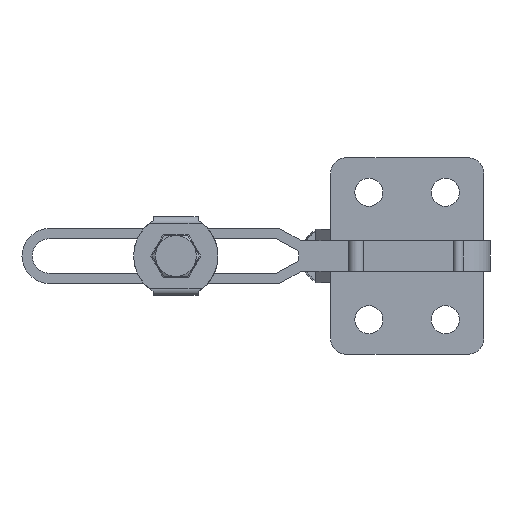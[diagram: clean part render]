
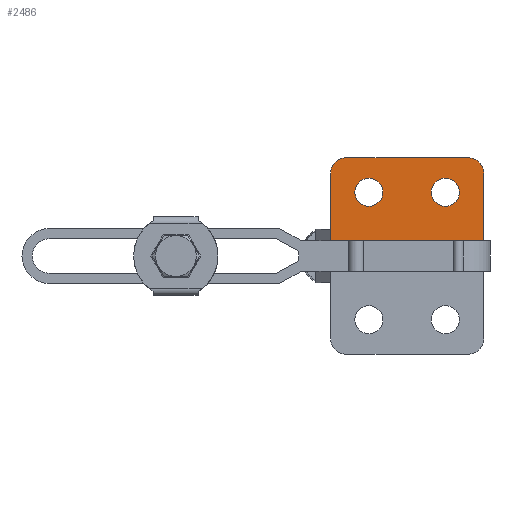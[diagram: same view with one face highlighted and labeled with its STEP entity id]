
A CAD part, front view. The second image highlights one B-rep face of the part: STEP entity #2486.
In plain terms, the highlighted planar face has unit normal (0, -1, 0).
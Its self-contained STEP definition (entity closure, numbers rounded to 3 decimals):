
#15 = DIRECTION ( 'NONE',  ( 0., 1., 0. ) ) ;
#80 = CARTESIAN_POINT ( 'NONE',  ( -54., 0., 26.5 ) ) ;
#129 = EDGE_CURVE ( 'NONE', #3989, #10566, #4198, .T. ) ;
#238 = CARTESIAN_POINT ( 'NONE',  ( -9.5, 0., 19. ) ) ;
#434 = VECTOR ( 'NONE', #2909, 1000. ) ;
#444 = ORIENTED_EDGE ( 'NONE', *, *, #10548, .T. ) ;
#463 = AXIS2_PLACEMENT_3D ( 'NONE', #5085, #15, #5928 ) ;
#464 = AXIS2_PLACEMENT_3D ( 'NONE', #5637, #568, #6484 ) ;
#568 = DIRECTION ( 'NONE',  ( 0., 1., 0. ) ) ;
#686 = LINE ( 'NONE', #3759, #434 ) ;
#698 = DIRECTION ( 'NONE',  ( -1., 0., 0. ) ) ;
#760 = CARTESIAN_POINT ( 'NONE',  ( -60., 0., 26.5 ) ) ;
#843 = CIRCLE ( 'NONE', #10183, 6. ) ;
#903 = CARTESIAN_POINT ( 'NONE',  ( -50.5, 0., 19. ) ) ;
#949 = DIRECTION ( 'NONE',  ( -1., 0., 0. ) ) ;
#1031 = FACE_BOUND ( 'NONE', #2013, .T. ) ;
#1047 = CARTESIAN_POINT ( 'NONE',  ( 0., 0., 26.5 ) ) ;
#1112 = CIRCLE ( 'NONE', #6731, 5.5 ) ;
#1179 = CARTESIAN_POINT ( 'NONE',  ( 0.001, 0., 4.5 ) ) ;
#1449 = CARTESIAN_POINT ( 'NONE',  ( 0., 0., 4.5 ) ) ;
#1582 = ORIENTED_EDGE ( 'NONE', *, *, #9593, .F. ) ;
#1712 = DIRECTION ( 'NONE',  ( -1., 0., 0. ) ) ;
#1752 = CIRCLE ( 'NONE', #464, 5.5 ) ;
#1941 = CARTESIAN_POINT ( 'NONE',  ( -60., 0., 4.5 ) ) ;
#1961 = DIRECTION ( 'NONE',  ( 1., 0., 0. ) ) ;
#2013 = EDGE_LOOP ( 'NONE', ( #9794, #4938 ) ) ;
#2035 = EDGE_LOOP ( 'NONE', ( #444, #2966 ) ) ;
#2105 = VERTEX_POINT ( 'NONE', #6216 ) ;
#2171 = VERTEX_POINT ( 'NONE', #8566 ) ;
#2201 = VECTOR ( 'NONE', #1961, 1000. ) ;
#2241 = CARTESIAN_POINT ( 'NONE',  ( -60., 0., 4.5 ) ) ;
#2243 = VERTEX_POINT ( 'NONE', #9539 ) ;
#2318 = VECTOR ( 'NONE', #9863, 1000. ) ;
#2486 = ADVANCED_FACE ( 'NONE', ( #5537, #1031, #3266 ), #9285, .F. ) ;
#2543 = EDGE_CURVE ( 'NONE', #5340, #3334, #7249, .T. ) ;
#2833 = CARTESIAN_POINT ( 'NONE',  ( -45., 0., 19. ) ) ;
#2909 = DIRECTION ( 'NONE',  ( 0., 0., 1. ) ) ;
#2966 = ORIENTED_EDGE ( 'NONE', *, *, #129, .T. ) ;
#2971 = EDGE_CURVE ( 'NONE', #2105, #5340, #8172, .T. ) ;
#3088 = VECTOR ( 'NONE', #7838, 1000. ) ;
#3242 = ORIENTED_EDGE ( 'NONE', *, *, #10802, .T. ) ;
#3266 = FACE_OUTER_BOUND ( 'NONE', #6074, .T. ) ;
#3327 = LINE ( 'NONE', #7090, #9823 ) ;
#3334 = VERTEX_POINT ( 'NONE', #760 ) ;
#3377 = CARTESIAN_POINT ( 'NONE',  ( 0.001, 0., 4.5 ) ) ;
#3454 = ORIENTED_EDGE ( 'NONE', *, *, #7863, .T. ) ;
#3593 = CIRCLE ( 'NONE', #7246, 5.5 ) ;
#3617 = EDGE_CURVE ( 'NONE', #3334, #6713, #9735, .T. ) ;
#3655 = VECTOR ( 'NONE', #8255, 1000. ) ;
#3674 = DIRECTION ( 'NONE',  ( -1., 0., 0. ) ) ;
#3759 = CARTESIAN_POINT ( 'NONE',  ( 0., 0., 26.5 ) ) ;
#3765 = EDGE_CURVE ( 'NONE', #2243, #6713, #4568, .T. ) ;
#3920 = CARTESIAN_POINT ( 'NONE',  ( -6., 0., 26.5 ) ) ;
#3989 = VERTEX_POINT ( 'NONE', #238 ) ;
#3990 = CARTESIAN_POINT ( 'NONE',  ( -60., 0., 4.5 ) ) ;
#4041 = EDGE_CURVE ( 'NONE', #5964, #7441, #3593, .T. ) ;
#4061 = EDGE_CURVE ( 'NONE', #8240, #2171, #3327, .T. ) ;
#4198 = CIRCLE ( 'NONE', #463, 5.5 ) ;
#4453 = LINE ( 'NONE', #7036, #2201 ) ;
#4568 = LINE ( 'NONE', #2241, #2318 ) ;
#4775 = DIRECTION ( 'NONE',  ( -1., 0., 0. ) ) ;
#4908 = ORIENTED_EDGE ( 'NONE', *, *, #3617, .T. ) ;
#4938 = ORIENTED_EDGE ( 'NONE', *, *, #5546, .T. ) ;
#5012 = ORIENTED_EDGE ( 'NONE', *, *, #3765, .F. ) ;
#5085 = CARTESIAN_POINT ( 'NONE',  ( -15., 0., 19. ) ) ;
#5312 = CARTESIAN_POINT ( 'NONE',  ( -39.5, 0., 19. ) ) ;
#5340 = VERTEX_POINT ( 'NONE', #9511 ) ;
#5392 = DIRECTION ( 'NONE',  ( 0., 0., -1. ) ) ;
#5537 = FACE_BOUND ( 'NONE', #2035, .T. ) ;
#5546 = EDGE_CURVE ( 'NONE', #7441, #5964, #1752, .T. ) ;
#5568 = VERTEX_POINT ( 'NONE', #1449 ) ;
#5637 = CARTESIAN_POINT ( 'NONE',  ( -45., 0., 19. ) ) ;
#5763 = DIRECTION ( 'NONE',  ( 0., 1., 0. ) ) ;
#5928 = DIRECTION ( 'NONE',  ( -1., 0., 0. ) ) ;
#5964 = VERTEX_POINT ( 'NONE', #903 ) ;
#5998 = DIRECTION ( 'NONE',  ( 0., -1., 0. ) ) ;
#6050 = VERTEX_POINT ( 'NONE', #1047 ) ;
#6074 = EDGE_LOOP ( 'NONE', ( #4908, #5012, #3242, #8503, #1582, #10249, #3454, #10049, #9689 ) ) ;
#6189 = DIRECTION ( 'NONE',  ( 0., 0., -1. ) ) ;
#6216 = CARTESIAN_POINT ( 'NONE',  ( -6., 0., 32.5 ) ) ;
#6484 = DIRECTION ( 'NONE',  ( -1., 0., 0. ) ) ;
#6616 = CARTESIAN_POINT ( 'NONE',  ( -20.5, 0., 19. ) ) ;
#6713 = VERTEX_POINT ( 'NONE', #3990 ) ;
#6731 = AXIS2_PLACEMENT_3D ( 'NONE', #10701, #5763, #698 ) ;
#6783 = DIRECTION ( 'NONE',  ( 0., 1., 0. ) ) ;
#6986 = CARTESIAN_POINT ( 'NONE',  ( -66.364, 0., 0. ) ) ;
#7036 = CARTESIAN_POINT ( 'NONE',  ( 0.001, 0., 4.5 ) ) ;
#7090 = CARTESIAN_POINT ( 'NONE',  ( 0.001, 0., 4.5 ) ) ;
#7246 = AXIS2_PLACEMENT_3D ( 'NONE', #2833, #8732, #3674 ) ;
#7249 = CIRCLE ( 'NONE', #10036, 6. ) ;
#7411 = CARTESIAN_POINT ( 'NONE',  ( -54., 0., 32.5 ) ) ;
#7441 = VERTEX_POINT ( 'NONE', #5312 ) ;
#7838 = DIRECTION ( 'NONE',  ( 1., 0., 0. ) ) ;
#7851 = LINE ( 'NONE', #6986, #3088 ) ;
#7863 = EDGE_CURVE ( 'NONE', #6050, #2105, #843, .T. ) ;
#8172 = LINE ( 'NONE', #7411, #3655 ) ;
#8240 = VERTEX_POINT ( 'NONE', #1179 ) ;
#8255 = DIRECTION ( 'NONE',  ( -1., 0., 0. ) ) ;
#8277 = EDGE_CURVE ( 'NONE', #5568, #6050, #686, .T. ) ;
#8328 = AXIS2_PLACEMENT_3D ( 'NONE', #3377, #6783, #1712 ) ;
#8503 = ORIENTED_EDGE ( 'NONE', *, *, #4061, .F. ) ;
#8566 = CARTESIAN_POINT ( 'NONE',  ( 0.001, 0., 0. ) ) ;
#8732 = DIRECTION ( 'NONE',  ( 0., 1., 0. ) ) ;
#9285 = PLANE ( 'NONE',  #8328 ) ;
#9461 = VECTOR ( 'NONE', #5392, 1000. ) ;
#9511 = CARTESIAN_POINT ( 'NONE',  ( -54., 0., 32.5 ) ) ;
#9539 = CARTESIAN_POINT ( 'NONE',  ( -60., 0., 0. ) ) ;
#9593 = EDGE_CURVE ( 'NONE', #5568, #8240, #4453, .T. ) ;
#9689 = ORIENTED_EDGE ( 'NONE', *, *, #2543, .T. ) ;
#9735 = LINE ( 'NONE', #1941, #9461 ) ;
#9794 = ORIENTED_EDGE ( 'NONE', *, *, #4041, .T. ) ;
#9823 = VECTOR ( 'NONE', #6189, 1000. ) ;
#9846 = DIRECTION ( 'NONE',  ( 0., -1., 0. ) ) ;
#9863 = DIRECTION ( 'NONE',  ( 0., 0., 1. ) ) ;
#10036 = AXIS2_PLACEMENT_3D ( 'NONE', #80, #5998, #949 ) ;
#10049 = ORIENTED_EDGE ( 'NONE', *, *, #2971, .T. ) ;
#10183 = AXIS2_PLACEMENT_3D ( 'NONE', #3920, #9846, #4775 ) ;
#10249 = ORIENTED_EDGE ( 'NONE', *, *, #8277, .T. ) ;
#10548 = EDGE_CURVE ( 'NONE', #10566, #3989, #1112, .T. ) ;
#10566 = VERTEX_POINT ( 'NONE', #6616 ) ;
#10701 = CARTESIAN_POINT ( 'NONE',  ( -15., 0., 19. ) ) ;
#10802 = EDGE_CURVE ( 'NONE', #2243, #2171, #7851, .T. ) ;
